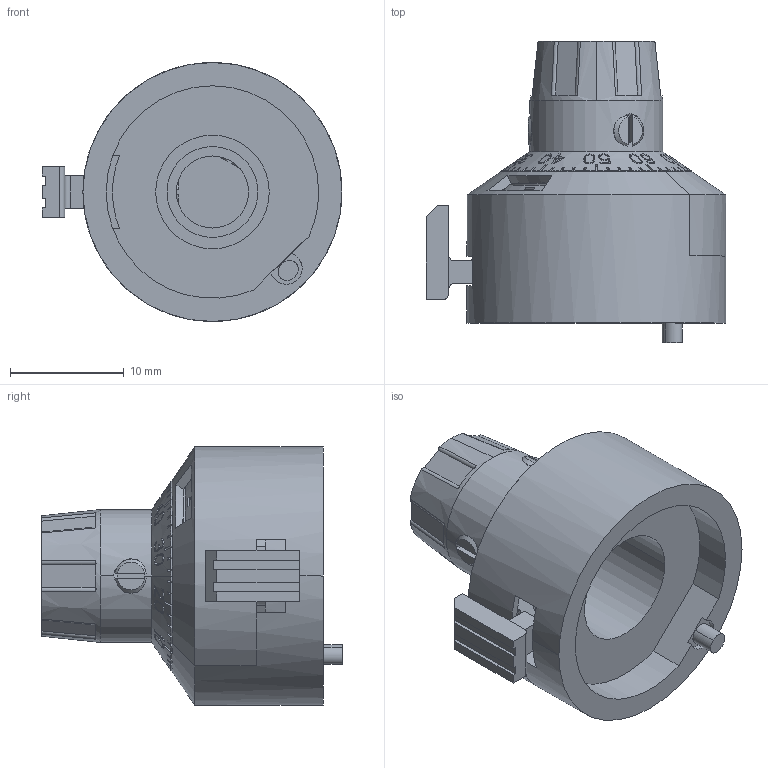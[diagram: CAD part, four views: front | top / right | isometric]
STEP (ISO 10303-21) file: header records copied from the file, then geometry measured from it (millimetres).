
FILE_DESCRIPTION((''),'2;1');
FILE_NAME('H-516-6A','2015-03-24T',('rickb'),('Bourns, Inc.'),'PRO/ENGINEER BY PARAMETRIC TECHNOLOGY CORPORATION, 2012230','PRO/ENGINEER BY PARAMETRIC TECHNOLOGY CORPORATION, 2012230','');
FILE_SCHEMA(('CONFIG_CONTROL_DESIGN'));
Length unit declared in the file: millimetre
Products named in the file (1): H-516-6A
Bounding box: 26.4 x 26.48 x 22.8 mm (x, y, z)
Volume: 3817.3 mm3; surface area: 5345.1 mm2
Topology: 1 solids, 5 shells, 2275 faces, 6535 edges, 4325 vertices
Faces by surface type: plane 1941, cylinder 184, bspline 83, cone 62, torus 3, extrusion 2
Entity records: 80157 total; most frequent: CARTESIAN_POINT 24663, ORIENTED_EDGE 13070, DIRECTION 9181, EDGE_CURVE 6535, VERTEX_POINT 4325, VECTOR 3875, LINE 3873, AXIS2_PLACEMENT_3D 2653
